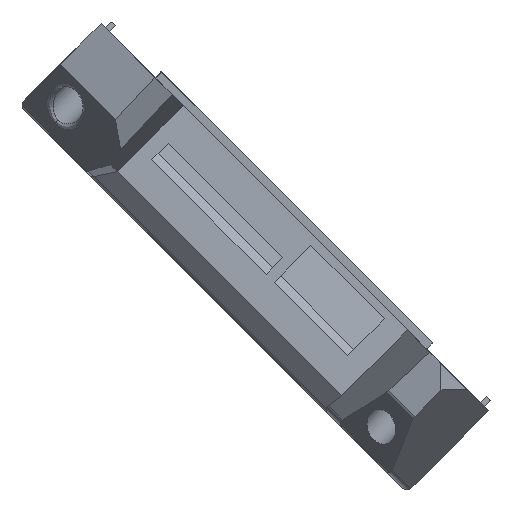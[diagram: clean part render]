
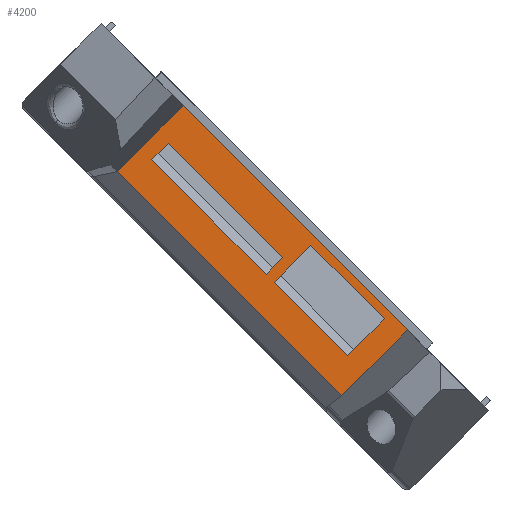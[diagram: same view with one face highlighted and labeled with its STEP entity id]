
A CAD part, left-side view. The second image highlights one B-rep face of the part: STEP entity #4200.
In plain terms, the highlighted planar face has unit normal (-1, 0, 0).
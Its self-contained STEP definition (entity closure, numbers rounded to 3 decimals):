
#5 = VECTOR ( 'NONE', #675, 1000. ) ;
#26 = EDGE_CURVE ( 'NONE', #1323, #829, #4325, .T. ) ;
#43 = ORIENTED_EDGE ( 'NONE', *, *, #4506, .F. ) ;
#51 = ORIENTED_EDGE ( 'NONE', *, *, #5919, .F. ) ;
#126 = DIRECTION ( 'NONE',  ( 0., 0., -1. ) ) ;
#264 = VECTOR ( 'NONE', #4454, 1000. ) ;
#360 = EDGE_LOOP ( 'NONE', ( #3413, #4538, #2260, #1218 ) ) ;
#384 = ORIENTED_EDGE ( 'NONE', *, *, #3090, .F. ) ;
#426 = VECTOR ( 'NONE', #4857, 1000. ) ;
#452 = VECTOR ( 'NONE', #5543, 1000. ) ;
#573 = CARTESIAN_POINT ( 'NONE',  ( 31.47, 52.461, 7.891 ) ) ;
#623 = EDGE_CURVE ( 'NONE', #780, #1323, #1658, .T. ) ;
#642 = CARTESIAN_POINT ( 'NONE',  ( 31.47, 64.157, 27.591 ) ) ;
#675 = DIRECTION ( 'NONE',  ( 0., 0.707, -0.707 ) ) ;
#716 = VERTEX_POINT ( 'NONE', #2757 ) ;
#780 = VERTEX_POINT ( 'NONE', #3797 ) ;
#781 = CARTESIAN_POINT ( 'NONE',  ( 31.47, 85.37, 48.804 ) ) ;
#829 = VERTEX_POINT ( 'NONE', #1988 ) ;
#1021 = VERTEX_POINT ( 'NONE', #3157 ) ;
#1165 = CARTESIAN_POINT ( 'NONE',  ( 31.47, 45.065, 21.227 ) ) ;
#1188 = LINE ( 'NONE', #2715, #452 ) ;
#1207 = CARTESIAN_POINT ( 'NONE',  ( 31.47, 51.429, 14.863 ) ) ;
#1218 = ORIENTED_EDGE ( 'NONE', *, *, #3325, .F. ) ;
#1222 = CARTESIAN_POINT ( 'NONE',  ( 31.47, 65.571, 29.005 ) ) ;
#1244 = VECTOR ( 'NONE', #2603, 1000. ) ;
#1323 = VERTEX_POINT ( 'NONE', #2479 ) ;
#1361 = LINE ( 'NONE', #5126, #3324 ) ;
#1592 = EDGE_CURVE ( 'NONE', #716, #2095, #2922, .T. ) ;
#1658 = LINE ( 'NONE', #5432, #1244 ) ;
#1745 = DIRECTION ( 'NONE',  ( 0., -0.707, -0.707 ) ) ;
#1809 = EDGE_CURVE ( 'NONE', #5273, #3092, #4783, .T. ) ;
#1988 = CARTESIAN_POINT ( 'NONE',  ( 31.47, 82.542, 51.633 ) ) ;
#1990 = CARTESIAN_POINT ( 'NONE',  ( 31.47, 51.429, 14.863 ) ) ;
#2013 = EDGE_LOOP ( 'NONE', ( #2224, #3902, #2334, #43 ) ) ;
#2061 = LINE ( 'NONE', #1165, #5972 ) ;
#2095 = VERTEX_POINT ( 'NONE', #573 ) ;
#2175 = CARTESIAN_POINT ( 'NONE',  ( 31.47, 79.925, 58.209 ) ) ;
#2224 = ORIENTED_EDGE ( 'NONE', *, *, #1809, .T. ) ;
#2247 = VECTOR ( 'NONE', #5639, 1000. ) ;
#2260 = ORIENTED_EDGE ( 'NONE', *, *, #4414, .F. ) ;
#2304 = VECTOR ( 'NONE', #2945, 1000. ) ;
#2334 = ORIENTED_EDGE ( 'NONE', *, *, #1592, .F. ) ;
#2479 = CARTESIAN_POINT ( 'NONE',  ( 31.47, 62.743, 31.834 ) ) ;
#2530 = VERTEX_POINT ( 'NONE', #642 ) ;
#2562 = VECTOR ( 'NONE', #1745, 1000. ) ;
#2603 = DIRECTION ( 'NONE',  ( 0., -0.707, 0.707 ) ) ;
#2695 = EDGE_CURVE ( 'NONE', #3994, #1021, #1361, .T. ) ;
#2715 = CARTESIAN_POINT ( 'NONE',  ( 31.47, 64.157, 27.591 ) ) ;
#2757 = CARTESIAN_POINT ( 'NONE',  ( 31.47, 41.034, 19.318 ) ) ;
#2922 = LINE ( 'NONE', #3864, #6036 ) ;
#2945 = DIRECTION ( 'NONE',  ( 0., -0.707, -0.707 ) ) ;
#3015 = PLANE ( 'NONE',  #4068 ) ;
#3090 = EDGE_CURVE ( 'NONE', #2530, #3994, #3980, .T. ) ;
#3092 = VERTEX_POINT ( 'NONE', #3947 ) ;
#3141 = LINE ( 'NONE', #1222, #2562 ) ;
#3157 = CARTESIAN_POINT ( 'NONE',  ( 31.47, 45.065, 21.227 ) ) ;
#3324 = VECTOR ( 'NONE', #6155, 1000. ) ;
#3325 = EDGE_CURVE ( 'NONE', #829, #4419, #3570, .T. ) ;
#3335 = CARTESIAN_POINT ( 'NONE',  ( 31.47, 62.743, 31.834 ) ) ;
#3381 = ORIENTED_EDGE ( 'NONE', *, *, #2695, .F. ) ;
#3413 = ORIENTED_EDGE ( 'NONE', *, *, #26, .F. ) ;
#3570 = LINE ( 'NONE', #4974, #5 ) ;
#3797 = CARTESIAN_POINT ( 'NONE',  ( 31.47, 65.571, 29.005 ) ) ;
#3864 = CARTESIAN_POINT ( 'NONE',  ( 31.47, 41.034, 19.318 ) ) ;
#3887 = FACE_BOUND ( 'NONE', #360, .T. ) ;
#3902 = ORIENTED_EDGE ( 'NONE', *, *, #5685, .T. ) ;
#3919 = FACE_BOUND ( 'NONE', #4345, .T. ) ;
#3947 = CARTESIAN_POINT ( 'NONE',  ( 31.47, 91.352, 46.782 ) ) ;
#3980 = LINE ( 'NONE', #1990, #2304 ) ;
#3994 = VERTEX_POINT ( 'NONE', #1207 ) ;
#4004 = VERTEX_POINT ( 'NONE', #5504 ) ;
#4068 = AXIS2_PLACEMENT_3D ( 'NONE', #5830, #4412, #126 ) ;
#4100 = VECTOR ( 'NONE', #4581, 1000. ) ;
#4200 = ADVANCED_FACE ( 'NONE', ( #3887, #3919, #5861 ), #3015, .F. ) ;
#4274 = ORIENTED_EDGE ( 'NONE', *, *, #4797, .F. ) ;
#4325 = LINE ( 'NONE', #3335, #426 ) ;
#4345 = EDGE_LOOP ( 'NONE', ( #51, #3381, #384, #4274 ) ) ;
#4412 = DIRECTION ( 'NONE',  ( 1., 0., 0. ) ) ;
#4414 = EDGE_CURVE ( 'NONE', #4419, #780, #3141, .T. ) ;
#4419 = VERTEX_POINT ( 'NONE', #781 ) ;
#4454 = DIRECTION ( 'NONE',  ( 0., -0.707, -0.707 ) ) ;
#4506 = EDGE_CURVE ( 'NONE', #5273, #716, #6196, .T. ) ;
#4521 = LINE ( 'NONE', #4961, #264 ) ;
#4538 = ORIENTED_EDGE ( 'NONE', *, *, #623, .F. ) ;
#4581 = DIRECTION ( 'NONE',  ( 0., 0.707, -0.707 ) ) ;
#4783 = LINE ( 'NONE', #5587, #4100 ) ;
#4797 = EDGE_CURVE ( 'NONE', #4004, #2530, #1188, .T. ) ;
#4857 = DIRECTION ( 'NONE',  ( 0., 0.707, 0.707 ) ) ;
#4961 = CARTESIAN_POINT ( 'NONE',  ( 31.47, 91.352, 46.782 ) ) ;
#4974 = CARTESIAN_POINT ( 'NONE',  ( 31.47, 85.37, 48.804 ) ) ;
#4987 = DIRECTION ( 'NONE',  ( 0., 0.707, 0.707 ) ) ;
#5126 = CARTESIAN_POINT ( 'NONE',  ( 31.47, 51.429, 14.863 ) ) ;
#5273 = VERTEX_POINT ( 'NONE', #2175 ) ;
#5432 = CARTESIAN_POINT ( 'NONE',  ( 31.47, 65.571, 29.005 ) ) ;
#5504 = CARTESIAN_POINT ( 'NONE',  ( 31.47, 57.793, 33.955 ) ) ;
#5543 = DIRECTION ( 'NONE',  ( 0., 0.707, -0.707 ) ) ;
#5587 = CARTESIAN_POINT ( 'NONE',  ( 31.47, 79.925, 58.209 ) ) ;
#5639 = DIRECTION ( 'NONE',  ( 0., -0.707, -0.707 ) ) ;
#5685 = EDGE_CURVE ( 'NONE', #3092, #2095, #4521, .T. ) ;
#5830 = CARTESIAN_POINT ( 'NONE',  ( 31.47, 79.925, 58.209 ) ) ;
#5836 = DIRECTION ( 'NONE',  ( 0., 0.707, -0.707 ) ) ;
#5861 = FACE_OUTER_BOUND ( 'NONE', #2013, .T. ) ;
#5919 = EDGE_CURVE ( 'NONE', #1021, #4004, #2061, .T. ) ;
#5972 = VECTOR ( 'NONE', #4987, 1000. ) ;
#6036 = VECTOR ( 'NONE', #5836, 1000. ) ;
#6155 = DIRECTION ( 'NONE',  ( 0., -0.707, 0.707 ) ) ;
#6170 = CARTESIAN_POINT ( 'NONE',  ( 31.47, 79.925, 58.209 ) ) ;
#6196 = LINE ( 'NONE', #6170, #2247 ) ;
